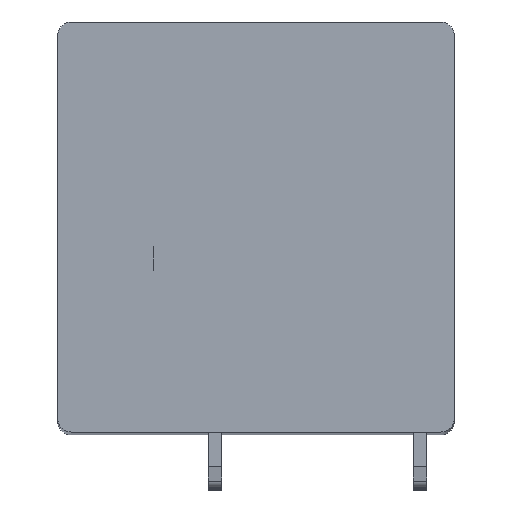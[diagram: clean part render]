
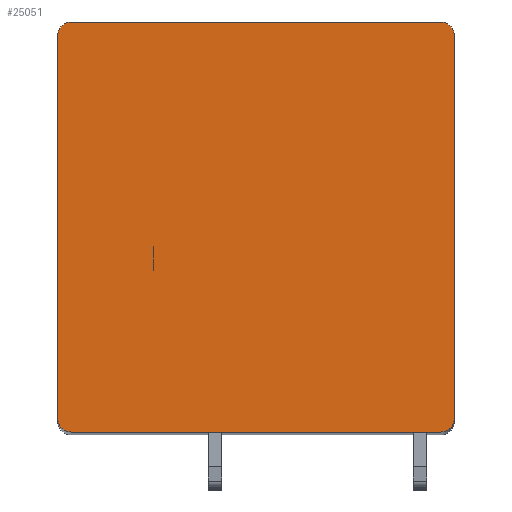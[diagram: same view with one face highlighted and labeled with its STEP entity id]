
A CAD part, top view. The second image highlights one B-rep face of the part: STEP entity #25051.
In plain terms, the highlighted planar face has unit normal (0, 0, 1).
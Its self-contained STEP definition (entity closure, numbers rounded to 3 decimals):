
#7953=CARTESIAN_POINT('',(-13.5,14.,115.));
#7954=DIRECTION('',(0.,0.,1.));
#7955=DIRECTION('',(0.,1.,0.));
#7956=AXIS2_PLACEMENT_3D('',#7953,#7954,#7955);
#7958=DIRECTION('',(-1.,0.,0.));
#7959=VECTOR('',#7958,27.);
#7960=CARTESIAN_POINT('',(13.5,15.,115.));
#7961=LINE('',#7960,#7959);
#7962=CARTESIAN_POINT('',(13.5,14.,115.));
#7963=DIRECTION('',(0.,0.,1.));
#7964=DIRECTION('',(1.,0.,0.));
#7965=AXIS2_PLACEMENT_3D('',#7962,#7963,#7964);
#7967=DIRECTION('',(0.,1.,0.));
#7968=VECTOR('',#7967,28.);
#7969=CARTESIAN_POINT('',(14.5,-14.,115.));
#7970=LINE('',#7969,#7968);
#7971=CARTESIAN_POINT('',(13.5,-14.,115.));
#7972=DIRECTION('',(0.,0.,1.));
#7973=DIRECTION('',(0.,-1.,0.));
#7974=AXIS2_PLACEMENT_3D('',#7971,#7972,#7973);
#7976=DIRECTION('',(1.,0.,0.));
#7977=VECTOR('',#7976,27.);
#7978=CARTESIAN_POINT('',(-13.5,-15.,115.));
#7979=LINE('',#7978,#7977);
#7980=CARTESIAN_POINT('',(-13.5,-14.,115.));
#7981=DIRECTION('',(0.,0.,1.));
#7982=DIRECTION('',(-1.,0.,0.));
#7983=AXIS2_PLACEMENT_3D('',#7980,#7981,#7982);
#7985=DIRECTION('',(0.,-1.,0.));
#7986=VECTOR('',#7985,28.);
#7987=CARTESIAN_POINT('',(-14.5,14.,115.));
#7988=LINE('',#7987,#7986);
#11180=CARTESIAN_POINT('',(-13.5,15.,115.));
#11181=VERTEX_POINT('',#11180);
#11182=CARTESIAN_POINT('',(-14.5,14.,115.));
#11183=VERTEX_POINT('',#11182);
#11188=CARTESIAN_POINT('',(14.5,14.,115.));
#11189=VERTEX_POINT('',#11188);
#11190=CARTESIAN_POINT('',(13.5,15.,115.));
#11191=VERTEX_POINT('',#11190);
#11196=CARTESIAN_POINT('',(-14.5,-14.,115.));
#11197=VERTEX_POINT('',#11196);
#11198=CARTESIAN_POINT('',(-13.5,-15.,115.));
#11199=VERTEX_POINT('',#11198);
#11204=CARTESIAN_POINT('',(13.5,-15.,115.));
#11205=VERTEX_POINT('',#11204);
#11206=CARTESIAN_POINT('',(14.5,-14.,115.));
#11207=VERTEX_POINT('',#11206);
#25036=CARTESIAN_POINT('',(0.,0.,115.));
#25037=DIRECTION('',(0.,0.,1.));
#25038=DIRECTION('',(1.,0.,0.));
#25039=AXIS2_PLACEMENT_3D('',#25036,#25037,#25038);
#25040=PLANE('',#25039);
#25041=ORIENTED_EDGE('',*,*,#13448,.F.);
#25042=ORIENTED_EDGE('',*,*,#13464,.F.);
#25043=ORIENTED_EDGE('',*,*,#14413,.F.);
#25044=ORIENTED_EDGE('',*,*,#14428,.F.);
#25045=ORIENTED_EDGE('',*,*,#14441,.F.);
#25046=ORIENTED_EDGE('',*,*,#14454,.F.);
#25047=ORIENTED_EDGE('',*,*,#22533,.F.);
#25048=ORIENTED_EDGE('',*,*,#22545,.F.);
#25049=EDGE_LOOP('',(#25041,#25042,#25043,#25044,#25045,#25046,#25047,#25048));
#25050=FACE_OUTER_BOUND('',#25049,.F.);
#7957=CIRCLE('',#7956,1.);
#7966=CIRCLE('',#7965,1.);
#7975=CIRCLE('',#7974,1.);
#7984=CIRCLE('',#7983,1.);
#13448=EDGE_CURVE('',#11181,#11183,#7957,.T.);
#13464=EDGE_CURVE('',#11191,#11181,#7961,.T.);
#14413=EDGE_CURVE('',#11189,#11191,#7966,.T.);
#14428=EDGE_CURVE('',#11207,#11189,#7970,.T.);
#14441=EDGE_CURVE('',#11205,#11207,#7975,.T.);
#14454=EDGE_CURVE('',#11199,#11205,#7979,.T.);
#22533=EDGE_CURVE('',#11197,#11199,#7984,.T.);
#22545=EDGE_CURVE('',#11183,#11197,#7988,.T.);
#25051=ADVANCED_FACE('',(#25050),#25040,.T.);
